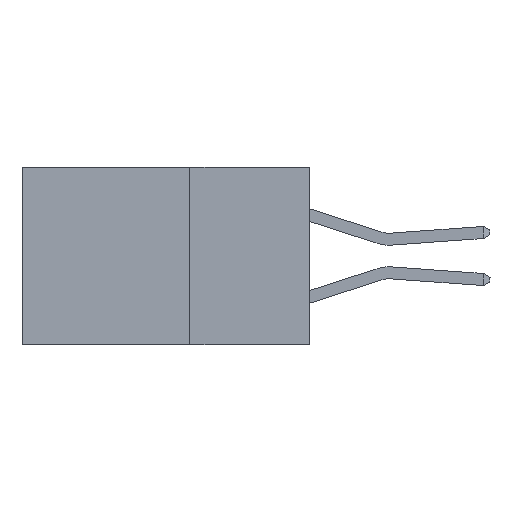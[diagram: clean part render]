
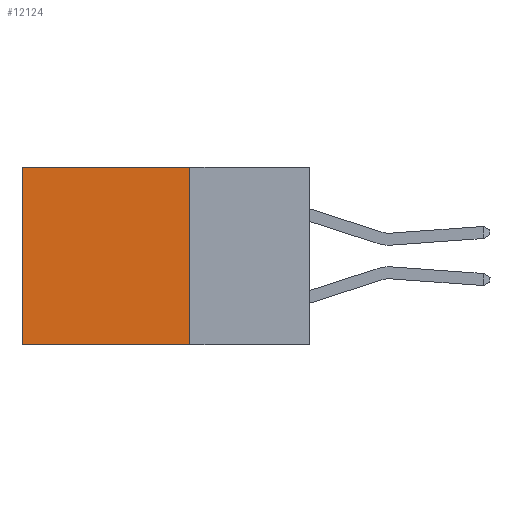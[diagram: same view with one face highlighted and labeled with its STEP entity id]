
A CAD part, left-side view. The second image highlights one B-rep face of the part: STEP entity #12124.
In plain terms, the highlighted planar face has unit normal (-1, 0, 0).
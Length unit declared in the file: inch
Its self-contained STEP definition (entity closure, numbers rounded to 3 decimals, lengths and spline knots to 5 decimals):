
#139 = CARTESIAN_POINT ( 'NONE',  ( 0.298, 0.25, -0.37 ) ) ;
#435 = EDGE_CURVE ( 'NONE', #679, #12236, #2950, .T. ) ;
#679 = VERTEX_POINT ( 'NONE', #139 ) ;
#1519 = LINE ( 'NONE', #20402, #2877 ) ;
#1653 = EDGE_LOOP ( 'NONE', ( #18626, #4905, #1662, #12117 ) ) ;
#1662 = ORIENTED_EDGE ( 'NONE', *, *, #18048, .F. ) ;
#1859 = CARTESIAN_POINT ( 'NONE',  ( 0.298, 0.6, 0. ) ) ;
#2131 = AXIS2_PLACEMENT_3D ( 'NONE', #8061, #20129, #14960 ) ;
#2536 = LINE ( 'NONE', #19830, #19244 ) ;
#2877 = VECTOR ( 'NONE', #8412, 39.37008 ) ;
#2950 = LINE ( 'NONE', #18875, #4517 ) ;
#3560 = LINE ( 'NONE', #7061, #19477 ) ;
#4517 = VECTOR ( 'NONE', #20396, 39.37008 ) ;
#4905 = ORIENTED_EDGE ( 'NONE', *, *, #435, .F. ) ;
#5637 = EDGE_CURVE ( 'NONE', #18427, #12236, #1519, .T. ) ;
#7061 = CARTESIAN_POINT ( 'NONE',  ( 0.298, 0.25, 0. ) ) ;
#8061 = CARTESIAN_POINT ( 'NONE',  ( 0.298, 0.25, 0. ) ) ;
#8412 = DIRECTION ( 'NONE',  ( 0., 0., -1. ) ) ;
#9576 = DIRECTION ( 'NONE',  ( 0., 1., 0. ) ) ;
#10023 = CARTESIAN_POINT ( 'NONE',  ( 0.298, 0.6, -0.37 ) ) ;
#10745 = CARTESIAN_POINT ( 'NONE',  ( 0.298, 0.25, 0. ) ) ;
#12117 = ORIENTED_EDGE ( 'NONE', *, *, #16142, .T. ) ;
#12124 = ADVANCED_FACE ( 'NONE', ( #19162 ), #18395, .F. ) ;
#12236 = VERTEX_POINT ( 'NONE', #10023 ) ;
#12478 = DIRECTION ( 'NONE',  ( 0., 0., -1. ) ) ;
#14960 = DIRECTION ( 'NONE',  ( 0., 0., -1. ) ) ;
#15936 = VERTEX_POINT ( 'NONE', #10745 ) ;
#16142 = EDGE_CURVE ( 'NONE', #15936, #18427, #2536, .T. ) ;
#18048 = EDGE_CURVE ( 'NONE', #15936, #679, #3560, .T. ) ;
#18395 = PLANE ( 'NONE',  #2131 ) ;
#18427 = VERTEX_POINT ( 'NONE', #1859 ) ;
#18626 = ORIENTED_EDGE ( 'NONE', *, *, #5637, .T. ) ;
#18875 = CARTESIAN_POINT ( 'NONE',  ( 0.298, 0.25, -0.37 ) ) ;
#19162 = FACE_OUTER_BOUND ( 'NONE', #1653, .T. ) ;
#19244 = VECTOR ( 'NONE', #9576, 39.37008 ) ;
#19477 = VECTOR ( 'NONE', #12478, 39.37008 ) ;
#19830 = CARTESIAN_POINT ( 'NONE',  ( 0.298, 0.25, 0. ) ) ;
#20129 = DIRECTION ( 'NONE',  ( 1., 0., 0. ) ) ;
#20396 = DIRECTION ( 'NONE',  ( 0., 1., 0. ) ) ;
#20402 = CARTESIAN_POINT ( 'NONE',  ( 0.298, 0.6, 0. ) ) ;
